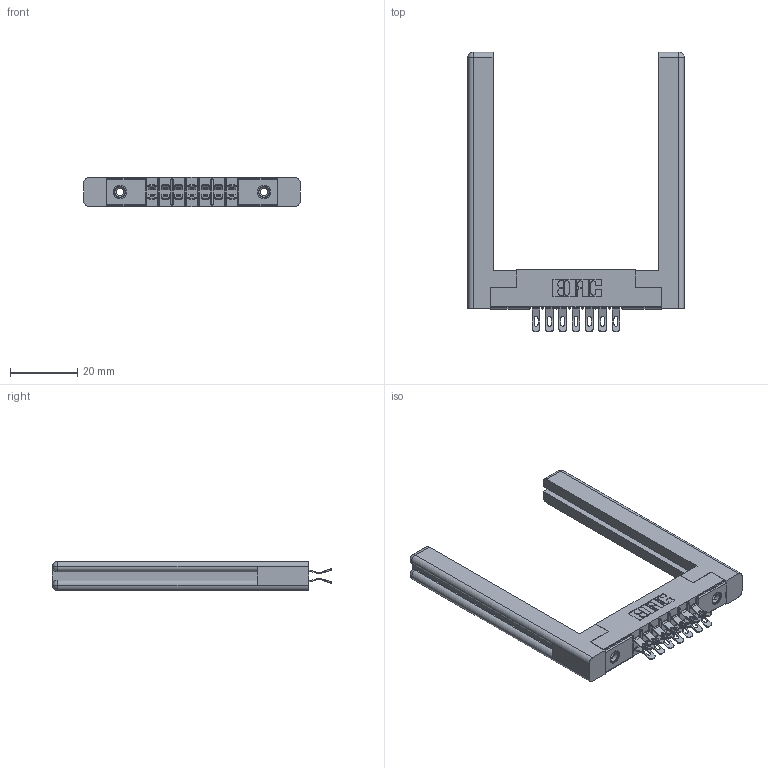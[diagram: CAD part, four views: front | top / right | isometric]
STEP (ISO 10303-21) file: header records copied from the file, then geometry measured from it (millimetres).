
FILE_DESCRIPTION (( 'STEP AP203' ), '1' );
FILE_NAME ('355-014-555-558.STEP', '2019-09-11T01:35:40', ( '' ), ( '' ), 'SwSTEP 2.0', 'SolidWorks 2016', '' );
FILE_SCHEMA (( 'CONFIG_CONTROL_DESIGN' ));
Length unit declared in the file: inch
Products named in the file (5): 345-250-001_345-250-001-102; 305-290-001_555; 355-014-555-558; 307-220-058; 305 Part_.156 Dia
Assembly tree (19 placements, depth 2):
  355-014-555-558
    305 Part_.156 Dia
    305-290-001_555  x14
    345-250-001_345-250-001-102  x2
    307-220-058  x2
Bounding box: 64.36 x 83.06 x 8.71 mm (x, y, z)
Volume: 11718.8 mm3; surface area: 12192.8 mm2
Topology: 19 solids, 19 shells, 1182 faces, 3435 edges, 2238 vertices
Faces by surface type: plane 600, cylinder 530, sphere 28, cone 12, torus 12
Entity records: 15097 total; most frequent: CARTESIAN_POINT 2532, ORIENTED_EDGE 2440, DIRECTION 2434, EDGE_CURVE 1220, VECTOR 918, LINE 918, VERTEX_POINT 786, AXIS2_PLACEMENT_3D 758
